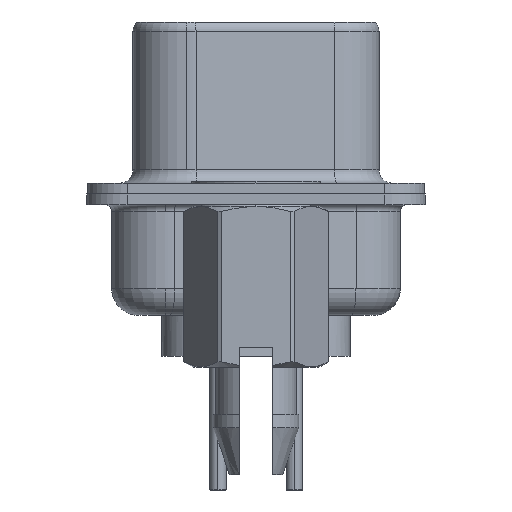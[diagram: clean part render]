
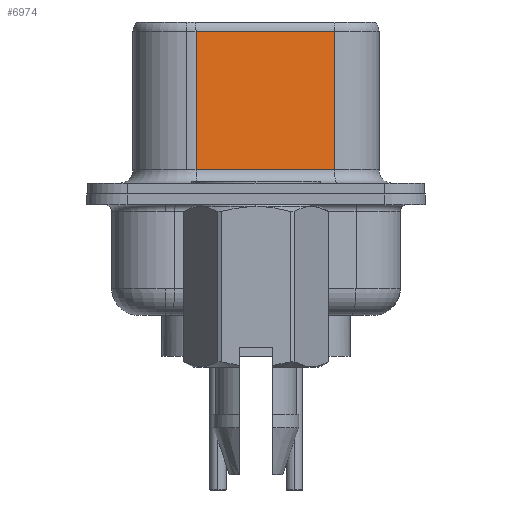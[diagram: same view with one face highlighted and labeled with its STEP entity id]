
A CAD part, left-side view. The second image highlights one B-rep face of the part: STEP entity #6974.
In plain terms, the highlighted planar face has unit normal (-0.985, -0.174, 0).
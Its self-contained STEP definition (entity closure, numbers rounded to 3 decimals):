
#411 = FACE_OUTER_BOUND ( 'NONE', #10368, .T. ) ;
#517 = LINE ( 'NONE', #2234, #14914 ) ;
#698 = VERTEX_POINT ( 'NONE', #19321 ) ;
#749 = DIRECTION ( 'NONE',  ( -0.174, 0.985, 0. ) ) ;
#828 = VERTEX_POINT ( 'NONE', #19534 ) ;
#2234 = CARTESIAN_POINT ( 'NONE',  ( 3.665, 2.233, 6.55 ) ) ;
#2420 = CARTESIAN_POINT ( 'NONE',  ( 3.665, 2.233, 0.9 ) ) ;
#4824 = EDGE_CURVE ( 'NONE', #8073, #698, #13913, .T. ) ;
#5248 = VECTOR ( 'NONE', #5407, 1000. ) ;
#5407 = DIRECTION ( 'NONE',  ( -0.174, 0.985, 0. ) ) ;
#5428 = ORIENTED_EDGE ( 'NONE', *, *, #17989, .T. ) ;
#5933 = EDGE_CURVE ( 'NONE', #8073, #828, #10327, .T. ) ;
#6171 = LINE ( 'NONE', #13122, #9091 ) ;
#6176 = CARTESIAN_POINT ( 'NONE',  ( 4.575, -2.927, 6.05 ) ) ;
#6974 = ADVANCED_FACE ( 'NONE', ( #411 ), #7371, .F. ) ;
#7371 = PLANE ( 'NONE',  #16860 ) ;
#7500 = ORIENTED_EDGE ( 'NONE', *, *, #18467, .T. ) ;
#8073 = VERTEX_POINT ( 'NONE', #6176 ) ;
#9088 = ORIENTED_EDGE ( 'NONE', *, *, #5933, .T. ) ;
#9091 = VECTOR ( 'NONE', #14307, 1000. ) ;
#10327 = LINE ( 'NONE', #14072, #5248 ) ;
#10368 = EDGE_LOOP ( 'NONE', ( #14944, #9088, #5428, #7500 ) ) ;
#13122 = CARTESIAN_POINT ( 'NONE',  ( 4.575, -2.927, 0.9 ) ) ;
#13227 = VECTOR ( 'NONE', #15848, 1000. ) ;
#13913 = LINE ( 'NONE', #15509, #13227 ) ;
#14072 = CARTESIAN_POINT ( 'NONE',  ( 4.575, -2.927, 6.05 ) ) ;
#14307 = DIRECTION ( 'NONE',  ( 0.174, -0.985, 0. ) ) ;
#14333 = CARTESIAN_POINT ( 'NONE',  ( 4.575, -2.927, 6.55 ) ) ;
#14914 = VECTOR ( 'NONE', #21266, 1000. ) ;
#14944 = ORIENTED_EDGE ( 'NONE', *, *, #4824, .F. ) ;
#15509 = CARTESIAN_POINT ( 'NONE',  ( 4.575, -2.927, 6.55 ) ) ;
#15848 = DIRECTION ( 'NONE',  ( 0., 0., -1. ) ) ;
#16333 = VERTEX_POINT ( 'NONE', #2420 ) ;
#16860 = AXIS2_PLACEMENT_3D ( 'NONE', #14333, #21608, #749 ) ;
#17989 = EDGE_CURVE ( 'NONE', #828, #16333, #517, .T. ) ;
#18467 = EDGE_CURVE ( 'NONE', #16333, #698, #6171, .T. ) ;
#19321 = CARTESIAN_POINT ( 'NONE',  ( 4.575, -2.927, 0.9 ) ) ;
#19534 = CARTESIAN_POINT ( 'NONE',  ( 3.665, 2.233, 6.05 ) ) ;
#21266 = DIRECTION ( 'NONE',  ( 0., 0., -1. ) ) ;
#21608 = DIRECTION ( 'NONE',  ( 0.985, 0.174, 0. ) ) ;
